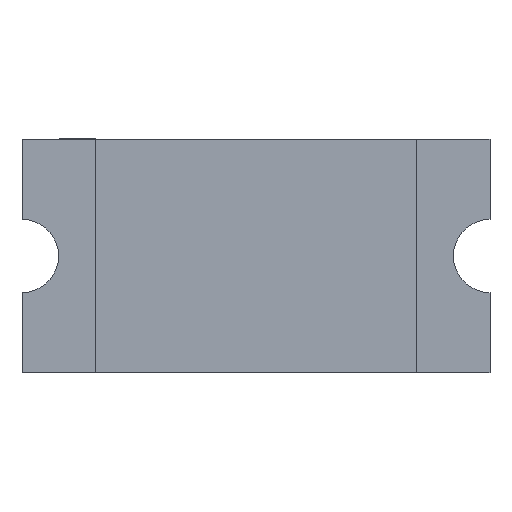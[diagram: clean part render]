
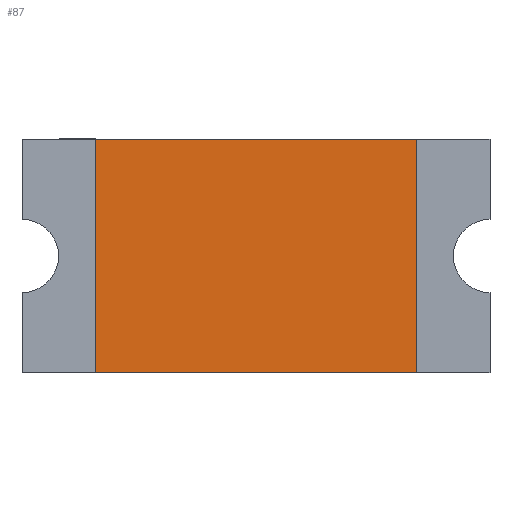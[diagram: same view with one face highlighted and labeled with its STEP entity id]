
A CAD part, front view. The second image highlights one B-rep face of the part: STEP entity #87.
In plain terms, the highlighted planar face has unit normal (0, -1, 0).
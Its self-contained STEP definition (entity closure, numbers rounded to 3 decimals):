
#12 = DIRECTION ( 'NONE',  ( 0., 0., -1. ) ) ;
#24 = EDGE_CURVE ( 'NONE', #316, #88, #370, .T. ) ;
#32 = CARTESIAN_POINT ( 'NONE',  ( 1.1, 0., 0.8 ) ) ;
#33 = ORIENTED_EDGE ( 'NONE', *, *, #24, .F. ) ;
#44 = CARTESIAN_POINT ( 'NONE',  ( -1.1, 0., 0.8 ) ) ;
#73 = ORIENTED_EDGE ( 'NONE', *, *, #431, .F. ) ;
#82 = DIRECTION ( 'NONE',  ( -1., 0., 0. ) ) ;
#87 = ADVANCED_FACE ( 'NONE', ( #603 ), #307, .T. ) ;
#88 = VERTEX_POINT ( 'NONE', #32 ) ;
#143 = CARTESIAN_POINT ( 'NONE',  ( -1.1, 0., -0.8 ) ) ;
#147 = DIRECTION ( 'NONE',  ( 1., 0., 0. ) ) ;
#175 = EDGE_CURVE ( 'NONE', #88, #299, #279, .T. ) ;
#200 = VECTOR ( 'NONE', #482, 1000. ) ;
#204 = AXIS2_PLACEMENT_3D ( 'NONE', #665, #353, #240 ) ;
#234 = EDGE_CURVE ( 'NONE', #299, #253, #611, .T. ) ;
#236 = CARTESIAN_POINT ( 'NONE',  ( -1.1, 0., -0.8 ) ) ;
#240 = DIRECTION ( 'NONE',  ( 0., 0., -1. ) ) ;
#252 = CARTESIAN_POINT ( 'NONE',  ( -1.1, 0., 0.8 ) ) ;
#253 = VERTEX_POINT ( 'NONE', #143 ) ;
#279 = LINE ( 'NONE', #479, #503 ) ;
#291 = EDGE_LOOP ( 'NONE', ( #509, #33, #73, #325 ) ) ;
#299 = VERTEX_POINT ( 'NONE', #595 ) ;
#307 = PLANE ( 'NONE',  #204 ) ;
#316 = VERTEX_POINT ( 'NONE', #44 ) ;
#325 = ORIENTED_EDGE ( 'NONE', *, *, #234, .F. ) ;
#353 = DIRECTION ( 'NONE',  ( 0., -1., 0. ) ) ;
#370 = LINE ( 'NONE', #252, #584 ) ;
#431 = EDGE_CURVE ( 'NONE', #253, #316, #635, .T. ) ;
#440 = CARTESIAN_POINT ( 'NONE',  ( -1.1, 0., 0.8 ) ) ;
#479 = CARTESIAN_POINT ( 'NONE',  ( 1.1, 0., 0.8 ) ) ;
#482 = DIRECTION ( 'NONE',  ( 0., 0., 1. ) ) ;
#503 = VECTOR ( 'NONE', #12, 1000. ) ;
#509 = ORIENTED_EDGE ( 'NONE', *, *, #175, .F. ) ;
#584 = VECTOR ( 'NONE', #147, 1000. ) ;
#595 = CARTESIAN_POINT ( 'NONE',  ( 1.1, 0., -0.8 ) ) ;
#603 = FACE_OUTER_BOUND ( 'NONE', #291, .T. ) ;
#611 = LINE ( 'NONE', #236, #620 ) ;
#620 = VECTOR ( 'NONE', #82, 1000. ) ;
#635 = LINE ( 'NONE', #440, #200 ) ;
#665 = CARTESIAN_POINT ( 'NONE',  ( 0., 0., 0. ) ) ;
